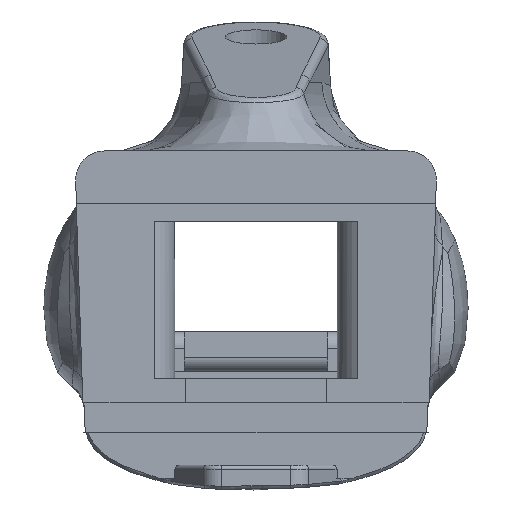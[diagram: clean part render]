
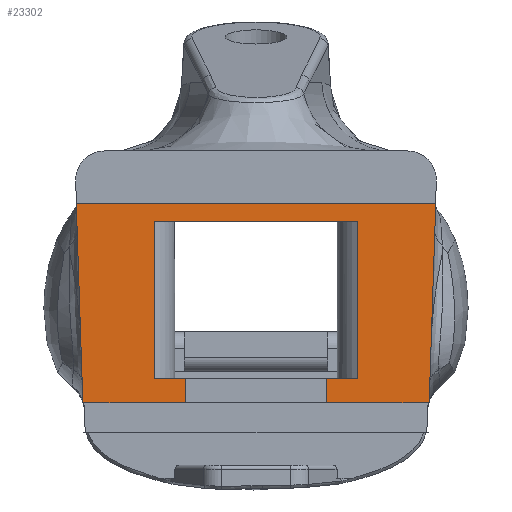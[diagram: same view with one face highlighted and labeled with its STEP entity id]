
A CAD part, top view. The second image highlights one B-rep face of the part: STEP entity #23302.
In plain terms, the highlighted planar face has unit normal (0, 0, 1).
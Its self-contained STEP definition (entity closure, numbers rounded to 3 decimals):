
#5264=DIRECTION('',(0.,-1.,0.));
#5265=VECTOR('',#5264,2.414);
#5266=CARTESIAN_POINT('',(-7.001,-29.586,
-94.861));
#5267=LINE('',#5266,#5265);
#5268=DIRECTION('',(1.,0.,0.));
#5269=VECTOR('',#5268,35.692);
#5270=CARTESIAN_POINT('',(-17.846,-12.2,-94.861));
#5271=LINE('',#5270,#5269);
#5272=DIRECTION('',(-0.033,-0.999,0.));
#5273=VECTOR('',#5272,19.811);
#5274=CARTESIAN_POINT('',(17.846,-12.2,-94.861));
#5275=LINE('',#5274,#5273);
#5276=DIRECTION('',(0.,-1.,0.));
#5277=VECTOR('',#5276,2.414);
#5278=CARTESIAN_POINT('',(7.001,-29.586,
-94.861));
#5279=LINE('',#5278,#5277);
#5280=DIRECTION('',(1.,0.,0.));
#5281=VECTOR('',#5280,3.115);
#5282=CARTESIAN_POINT('',(7.001,-29.586,
-94.861));
#5283=LINE('',#5282,#5281);
#5284=DIRECTION('',(0.,1.,0.));
#5285=VECTOR('',#5284,15.546);
#5286=CARTESIAN_POINT('',(10.116,-29.586,
-94.861));
#5287=LINE('',#5286,#5285);
#5288=DIRECTION('',(-1.,0.,0.));
#5289=VECTOR('',#5288,20.232);
#5290=CARTESIAN_POINT('',(10.116,-14.04,
-94.861));
#5291=LINE('',#5290,#5289);
#5292=DIRECTION('',(0.,-1.,0.));
#5293=VECTOR('',#5292,15.546);
#5294=CARTESIAN_POINT('',(-10.116,-14.04,
-94.861));
#5295=LINE('',#5294,#5293);
#5296=DIRECTION('',(1.,0.,0.));
#5297=VECTOR('',#5296,3.115);
#5298=CARTESIAN_POINT('',(-10.116,-29.586,
-94.861));
#5299=LINE('',#5298,#5297);
#5316=DIRECTION('',(1.,0.,0.));
#5317=VECTOR('',#5316,10.193);
#5318=CARTESIAN_POINT('',(7.001,-32.,-94.861));
#5319=LINE('',#5318,#5317);
#5324=DIRECTION('',(1.,0.,0.));
#5325=VECTOR('',#5324,10.193);
#5326=CARTESIAN_POINT('',(-17.194,-32.,-94.861));
#5327=LINE('',#5326,#5325);
#5613=DIRECTION('',(0.033,-0.999,0.));
#5614=VECTOR('',#5613,19.811);
#5615=CARTESIAN_POINT('',(-17.846,-12.2,-94.861));
#5616=LINE('',#5615,#5614);
#9994=CARTESIAN_POINT('',(-17.846,-12.2,-94.861));
#9995=CARTESIAN_POINT('',(17.846,-12.2,-94.861));
#9996=VERTEX_POINT('',#9994);
#9997=VERTEX_POINT('',#9995);
#10040=CARTESIAN_POINT('',(10.116,-14.04,
-94.861));
#10041=CARTESIAN_POINT('',(-10.116,-14.04,
-94.861));
#10042=VERTEX_POINT('',#10040);
#10043=VERTEX_POINT('',#10041);
#10044=CARTESIAN_POINT('',(-10.116,-29.586,
-94.861));
#10045=VERTEX_POINT('',#10044);
#10046=CARTESIAN_POINT('',(10.116,-29.586,
-94.861));
#10047=VERTEX_POINT('',#10046);
#10318=CARTESIAN_POINT('',(17.194,-32.,-94.861));
#10320=VERTEX_POINT('',#10318);
#10324=CARTESIAN_POINT('',(-17.194,-32.,-94.861));
#10326=VERTEX_POINT('',#10324);
#10514=CARTESIAN_POINT('',(-7.001,-29.586,
-94.861));
#10515=CARTESIAN_POINT('',(-7.001,-32.,-94.861));
#10516=VERTEX_POINT('',#10514);
#10517=VERTEX_POINT('',#10515);
#10518=CARTESIAN_POINT('',(7.001,-29.586,
-94.861));
#10519=CARTESIAN_POINT('',(7.001,-32.,-94.861));
#10520=VERTEX_POINT('',#10518);
#10521=VERTEX_POINT('',#10519);
#23276=CARTESIAN_POINT('',(0.,-21.,-94.861));
#23277=DIRECTION('',(0.,0.,1.));
#23278=DIRECTION('',(1.,0.,0.));
#23279=AXIS2_PLACEMENT_3D('',#23276,#23277,#23278);
#23280=PLANE('',#23279);
#23282=ORIENTED_EDGE('',*,*,#23281,.T.);
#23284=ORIENTED_EDGE('',*,*,#23283,.F.);
#23286=ORIENTED_EDGE('',*,*,#23285,.F.);
#23288=ORIENTED_EDGE('',*,*,#23287,.T.);
#23290=ORIENTED_EDGE('',*,*,#23289,.T.);
#23292=ORIENTED_EDGE('',*,*,#23291,.F.);
#23294=ORIENTED_EDGE('',*,*,#23293,.F.);
#23295=ORIENTED_EDGE('',*,*,#14951,.T.);
#23296=ORIENTED_EDGE('',*,*,#22543,.T.);
#23297=ORIENTED_EDGE('',*,*,#23267,.T.);
#23298=ORIENTED_EDGE('',*,*,#22648,.T.);
#23299=ORIENTED_EDGE('',*,*,#14959,.T.);
#23300=EDGE_LOOP('',(#23282,#23284,#23286,#23288,#23290,#23292,#23294,#23295,
#23296,#23297,#23298,#23299));
#23301=FACE_OUTER_BOUND('',#23300,.F.);
#23302=ADVANCED_FACE('',(#23301),#23280,.T.);
#14951=EDGE_CURVE('',#10520,#10047,#5283,.T.);
#14959=EDGE_CURVE('',#10045,#10516,#5299,.T.);
#22543=EDGE_CURVE('',#10047,#10042,#5287,.T.);
#22648=EDGE_CURVE('',#10043,#10045,#5295,.T.);
#23267=EDGE_CURVE('',#10042,#10043,#5291,.T.);
#23281=EDGE_CURVE('',#10516,#10517,#5267,.T.);
#23283=EDGE_CURVE('',#10326,#10517,#5327,.T.);
#23285=EDGE_CURVE('',#9996,#10326,#5616,.T.);
#23287=EDGE_CURVE('',#9996,#9997,#5271,.T.);
#23289=EDGE_CURVE('',#9997,#10320,#5275,.T.);
#23291=EDGE_CURVE('',#10521,#10320,#5319,.T.);
#23293=EDGE_CURVE('',#10520,#10521,#5279,.T.);
